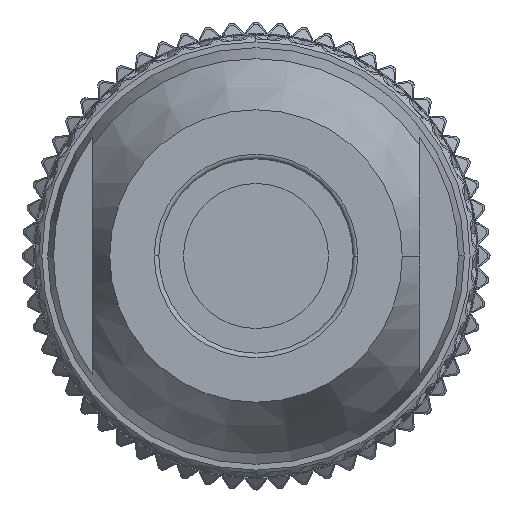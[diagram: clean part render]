
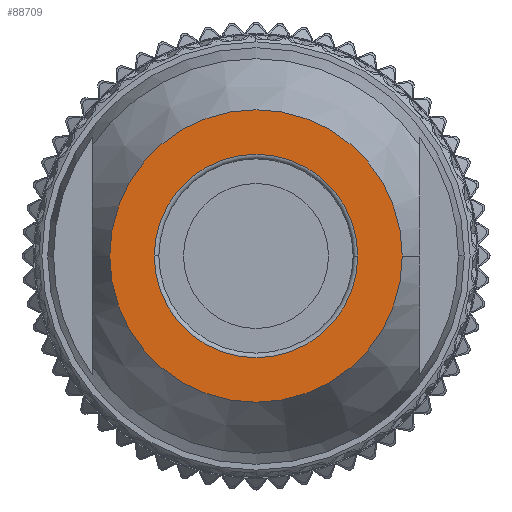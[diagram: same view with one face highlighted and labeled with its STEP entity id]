
A CAD part, front view. The second image highlights one B-rep face of the part: STEP entity #88709.
In plain terms, the highlighted planar face has unit normal (0, -1, 0).
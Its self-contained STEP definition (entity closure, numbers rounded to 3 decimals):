
#5834=CARTESIAN_POINT('',(0.,-52.45,0.));
#5835=DIRECTION('',(0.,-1.,0.));
#5836=DIRECTION('',(-1.,0.,0.));
#5837=AXIS2_PLACEMENT_3D('',#5834,#5835,#5836);
#5839=CARTESIAN_POINT('',(0.,-52.45,0.));
#5840=DIRECTION('',(0.,1.,0.));
#5841=DIRECTION('',(-1.,0.,0.));
#5842=AXIS2_PLACEMENT_3D('',#5839,#5840,#5841);
#5844=CARTESIAN_POINT('',(0.,-52.45,0.));
#5845=DIRECTION('',(0.,-1.,0.));
#5846=DIRECTION('',(1.,0.,0.));
#5847=AXIS2_PLACEMENT_3D('',#5844,#5845,#5846);
#5849=CARTESIAN_POINT('',(0.,-52.45,0.));
#5850=DIRECTION('',(0.,-1.,0.));
#5851=DIRECTION('',(-1.,0.,0.));
#5852=AXIS2_PLACEMENT_3D('',#5849,#5850,#5851);
#74023=CARTESIAN_POINT('',(-6.25,-52.45,0.));
#74024=CARTESIAN_POINT('',(6.25,-52.45,0.));
#74025=VERTEX_POINT('',#74023);
#74026=VERTEX_POINT('',#74024);
#74123=CARTESIAN_POINT('',(4.35,-52.45,0.));
#74124=CARTESIAN_POINT('',(-4.35,-52.45,0.));
#74125=VERTEX_POINT('',#74123);
#74126=VERTEX_POINT('',#74124);
#88694=CARTESIAN_POINT('',(0.,-52.45,0.));
#88695=DIRECTION('',(0.,-1.,0.));
#88696=DIRECTION('',(-1.,0.,0.));
#88697=AXIS2_PLACEMENT_3D('',#88694,#88695,#88696);
#88698=PLANE('',#88697);
#88700=ORIENTED_EDGE('',*,*,#88699,.F.);
#88702=ORIENTED_EDGE('',*,*,#88701,.T.);
#88703=EDGE_LOOP('',(#88700,#88702));
#88704=FACE_OUTER_BOUND('',#88703,.F.);
#88705=ORIENTED_EDGE('',*,*,#88650,.T.);
#88706=ORIENTED_EDGE('',*,*,#88635,.T.);
#88707=EDGE_LOOP('',(#88705,#88706));
#88708=FACE_BOUND('',#88707,.F.);
#88709=ADVANCED_FACE('',(#88704,#88708),#88698,.T.);
#5838=CIRCLE('',#5837,6.25);
#5843=CIRCLE('',#5842,6.25);
#5848=CIRCLE('',#5847,4.35);
#5853=CIRCLE('',#5852,4.35);
#88635=EDGE_CURVE('',#74126,#74125,#5853,.T.);
#88650=EDGE_CURVE('',#74125,#74126,#5848,.T.);
#88699=EDGE_CURVE('',#74025,#74026,#5838,.T.);
#88701=EDGE_CURVE('',#74025,#74026,#5843,.T.);
